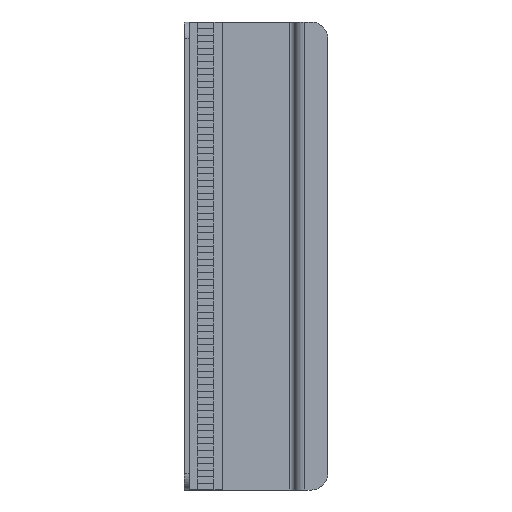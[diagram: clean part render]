
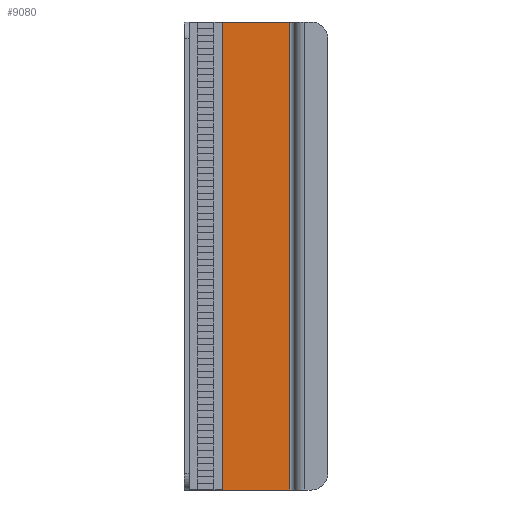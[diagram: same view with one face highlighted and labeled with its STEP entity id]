
A CAD part, front view. The second image highlights one B-rep face of the part: STEP entity #9080.
In plain terms, the highlighted planar face has unit normal (0, -1, 0).
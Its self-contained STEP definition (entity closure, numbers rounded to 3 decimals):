
#40 = VECTOR ( 'NONE', #1527, 1000. ) ;
#205 = EDGE_LOOP ( 'NONE', ( #7659, #2807 ) ) ;
#238 = AXIS2_PLACEMENT_3D ( 'NONE', #2563, #5540, #5948 ) ;
#344 = ORIENTED_EDGE ( 'NONE', *, *, #6441, .F. ) ;
#386 = CARTESIAN_POINT ( 'NONE',  ( -65., -1.5, -6.75 ) ) ;
#409 = AXIS2_PLACEMENT_3D ( 'NONE', #6370, #6270, #2512 ) ;
#444 = ORIENTED_EDGE ( 'NONE', *, *, #2796, .T. ) ;
#482 = FACE_BOUND ( 'NONE', #4262, .T. ) ;
#483 = ORIENTED_EDGE ( 'NONE', *, *, #496, .F. ) ;
#496 = EDGE_CURVE ( 'NONE', #9291, #4789, #8525, .T. ) ;
#577 = DIRECTION ( 'NONE',  ( 0., 1., 0. ) ) ;
#619 = CARTESIAN_POINT ( 'NONE',  ( 0., -1.5, 0. ) ) ;
#658 = DIRECTION ( 'NONE',  ( 0., 1., 0. ) ) ;
#660 = CARTESIAN_POINT ( 'NONE',  ( 0., -1.5, -9.5 ) ) ;
#671 = LINE ( 'NONE', #9622, #5653 ) ;
#994 = AXIS2_PLACEMENT_3D ( 'NONE', #660, #6583, #8186 ) ;
#1169 = CARTESIAN_POINT ( 'NONE',  ( 65., -1.5, -12.25 ) ) ;
#1314 = VERTEX_POINT ( 'NONE', #6289 ) ;
#1377 = CARTESIAN_POINT ( 'NONE',  ( -65., -1.5, -12.25 ) ) ;
#1527 = DIRECTION ( 'NONE',  ( 1., 0., 0. ) ) ;
#1555 = EDGE_CURVE ( 'NONE', #7737, #7760, #3491, .T. ) ;
#1800 = CIRCLE ( 'NONE', #238, 2.75 ) ;
#1863 = LINE ( 'NONE', #4835, #9264 ) ;
#1963 = ORIENTED_EDGE ( 'NONE', *, *, #6872, .T. ) ;
#2045 = ORIENTED_EDGE ( 'NONE', *, *, #8200, .F. ) ;
#2129 = DIRECTION ( 'NONE',  ( 0., 1., 0. ) ) ;
#2174 = ORIENTED_EDGE ( 'NONE', *, *, #1555, .T. ) ;
#2275 = CARTESIAN_POINT ( 'NONE',  ( 65., -1.5, -9.5 ) ) ;
#2386 = CARTESIAN_POINT ( 'NONE',  ( 71., -1.5, -14.5 ) ) ;
#2416 = LINE ( 'NONE', #6036, #40 ) ;
#2512 = DIRECTION ( 'NONE',  ( 0., 0., 1. ) ) ;
#2563 = CARTESIAN_POINT ( 'NONE',  ( 65., -1.5, -9.5 ) ) ;
#2796 = EDGE_CURVE ( 'NONE', #7760, #7737, #1800, .T. ) ;
#2807 = ORIENTED_EDGE ( 'NONE', *, *, #6981, .T. ) ;
#3059 = CIRCLE ( 'NONE', #409, 2.75 ) ;
#3089 = VERTEX_POINT ( 'NONE', #386 ) ;
#3235 = VERTEX_POINT ( 'NONE', #5543 ) ;
#3297 = EDGE_CURVE ( 'NONE', #1314, #3235, #3059, .T. ) ;
#3334 = AXIS2_PLACEMENT_3D ( 'NONE', #6632, #2129, #5106 ) ;
#3367 = CIRCLE ( 'NONE', #7115, 2.75 ) ;
#3419 = EDGE_CURVE ( 'NONE', #3089, #5058, #3367, .T. ) ;
#3491 = CIRCLE ( 'NONE', #8491, 2.75 ) ;
#3513 = CARTESIAN_POINT ( 'NONE',  ( 65., -1.5, -6.75 ) ) ;
#3612 = VECTOR ( 'NONE', #5631, 1000. ) ;
#3718 = EDGE_LOOP ( 'NONE', ( #2045, #344, #483, #5345 ) ) ;
#3870 = AXIS2_PLACEMENT_3D ( 'NONE', #619, #577, #7911 ) ;
#4149 = DIRECTION ( 'NONE',  ( 0., 0., 1. ) ) ;
#4262 = EDGE_LOOP ( 'NONE', ( #4541, #1963 ) ) ;
#4541 = ORIENTED_EDGE ( 'NONE', *, *, #3297, .T. ) ;
#4620 = DIRECTION ( 'NONE',  ( 0., 0., 1. ) ) ;
#4662 = EDGE_LOOP ( 'NONE', ( #2174, #444 ) ) ;
#4789 = VERTEX_POINT ( 'NONE', #9225 ) ;
#4835 = CARTESIAN_POINT ( 'NONE',  ( -71., -1.5, 17.5 ) ) ;
#5058 = VERTEX_POINT ( 'NONE', #1377 ) ;
#5102 = DIRECTION ( 'NONE',  ( 0., 0., 1. ) ) ;
#5106 = DIRECTION ( 'NONE',  ( 0., 0., 1. ) ) ;
#5345 = ORIENTED_EDGE ( 'NONE', *, *, #7964, .F. ) ;
#5411 = CARTESIAN_POINT ( 'NONE',  ( -65., -1.5, -9.5 ) ) ;
#5540 = DIRECTION ( 'NONE',  ( 0., 1., 0. ) ) ;
#5543 = CARTESIAN_POINT ( 'NONE',  ( 0., -1.5, -12.25 ) ) ;
#5631 = DIRECTION ( 'NONE',  ( -1., 0., 0. ) ) ;
#5653 = VECTOR ( 'NONE', #9190, 1000. ) ;
#5712 = CARTESIAN_POINT ( 'NONE',  ( 71., -1.5, 14.5 ) ) ;
#5753 = FACE_BOUND ( 'NONE', #4662, .T. ) ;
#5948 = DIRECTION ( 'NONE',  ( 0., 0., 1. ) ) ;
#6036 = CARTESIAN_POINT ( 'NONE',  ( -71., -1.5, 14.5 ) ) ;
#6246 = VERTEX_POINT ( 'NONE', #8269 ) ;
#6270 = DIRECTION ( 'NONE',  ( 0., 1., 0. ) ) ;
#6289 = CARTESIAN_POINT ( 'NONE',  ( 0., -1.5, -6.75 ) ) ;
#6304 = CIRCLE ( 'NONE', #994, 2.75 ) ;
#6370 = CARTESIAN_POINT ( 'NONE',  ( 0., -1.5, -9.5 ) ) ;
#6441 = EDGE_CURVE ( 'NONE', #4789, #6246, #1863, .T. ) ;
#6583 = DIRECTION ( 'NONE',  ( 0., 1., 0. ) ) ;
#6632 = CARTESIAN_POINT ( 'NONE',  ( -65., -1.5, -9.5 ) ) ;
#6766 = CIRCLE ( 'NONE', #3334, 2.75 ) ;
#6872 = EDGE_CURVE ( 'NONE', #3235, #1314, #6304, .T. ) ;
#6981 = EDGE_CURVE ( 'NONE', #5058, #3089, #6766, .T. ) ;
#7115 = AXIS2_PLACEMENT_3D ( 'NONE', #5411, #8346, #4620 ) ;
#7274 = FACE_OUTER_BOUND ( 'NONE', #3718, .T. ) ;
#7659 = ORIENTED_EDGE ( 'NONE', *, *, #3419, .T. ) ;
#7737 = VERTEX_POINT ( 'NONE', #3513 ) ;
#7760 = VERTEX_POINT ( 'NONE', #1169 ) ;
#7835 = VERTEX_POINT ( 'NONE', #5712 ) ;
#7911 = DIRECTION ( 'NONE',  ( 0., 0., 1. ) ) ;
#7964 = EDGE_CURVE ( 'NONE', #7835, #9291, #671, .T. ) ;
#8186 = DIRECTION ( 'NONE',  ( 0., 0., 1. ) ) ;
#8200 = EDGE_CURVE ( 'NONE', #6246, #7835, #2416, .T. ) ;
#8269 = CARTESIAN_POINT ( 'NONE',  ( -71., -1.5, 14.5 ) ) ;
#8346 = DIRECTION ( 'NONE',  ( 0., 1., 0. ) ) ;
#8491 = AXIS2_PLACEMENT_3D ( 'NONE', #2275, #658, #5102 ) ;
#8525 = LINE ( 'NONE', #9266, #3612 ) ;
#8688 = FACE_BOUND ( 'NONE', #205, .T. ) ;
#9080 = ADVANCED_FACE ( 'NONE', ( #5753, #8688, #482, #7274 ), #9525, .F. ) ;
#9190 = DIRECTION ( 'NONE',  ( 0., 0., -1. ) ) ;
#9225 = CARTESIAN_POINT ( 'NONE',  ( -71., -1.5, -14.5 ) ) ;
#9264 = VECTOR ( 'NONE', #4149, 1000. ) ;
#9266 = CARTESIAN_POINT ( 'NONE',  ( 71., -1.5, -14.5 ) ) ;
#9291 = VERTEX_POINT ( 'NONE', #2386 ) ;
#9525 = PLANE ( 'NONE',  #3870 ) ;
#9622 = CARTESIAN_POINT ( 'NONE',  ( 71., -1.5, 17.5 ) ) ;
